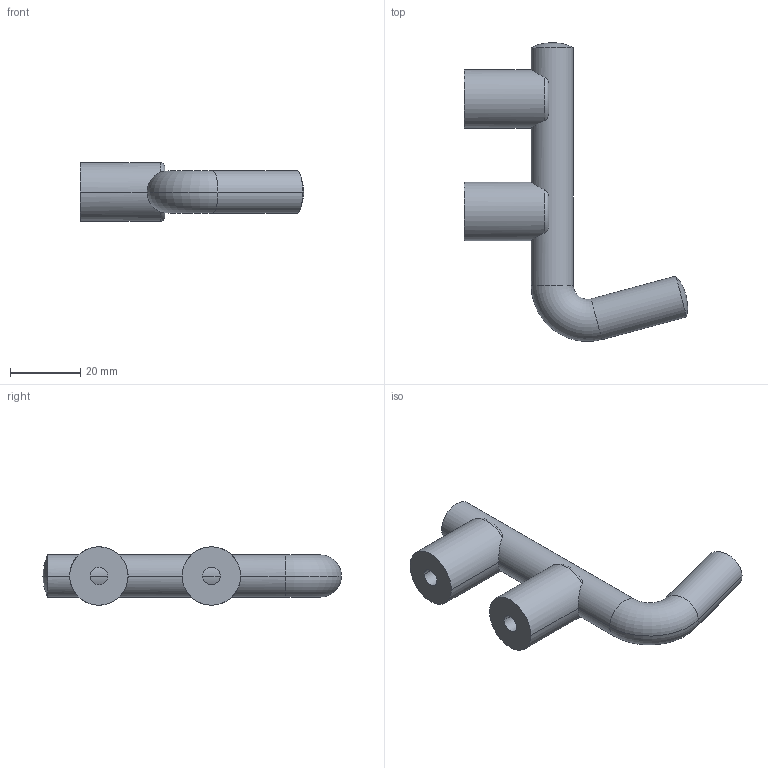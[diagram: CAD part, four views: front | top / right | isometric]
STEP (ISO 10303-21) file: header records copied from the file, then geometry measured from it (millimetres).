
FILE_DESCRIPTION(('Creo Elements/Direct Modeling STEP Export'),'2;1');
FILE_NAME('1401.stp','2017-09-04T10:25:26',(''),(''),'Creo Elements/Direct Modeling STEP processor for AP214 (Solid Model)','Creo Elements/Direct Modeling 20.0 12-Nov-2016 (C) Parametric Technology GmbH','');
FILE_SCHEMA(('AUTOMOTIVE_DESIGN { 1 0 10303 214 1 1 1 1 }'));
Length unit declared in the file: millimetre
Products named in the file (1): NI-4265
Bounding box: 63.49 x 84.96 x 16.6 mm (x, y, z)
Volume: 20935 mm3; surface area: 7332.9 mm2
Topology: 1 solids, 1 shells, 32 faces, 76 edges, 44 vertices
Faces by surface type: cylinder 16, plane 6, torus 6, sphere 4
Entity records: 2849 total; most frequent: CARTESIAN_POINT 2158, ORIENTED_EDGE 144, DIRECTION 122, EDGE_CURVE 72, AXIS2_PLACEMENT_3D 52, VERTEX_POINT 44, EDGE_LOOP 34, FACE_OUTER_BOUND 32
